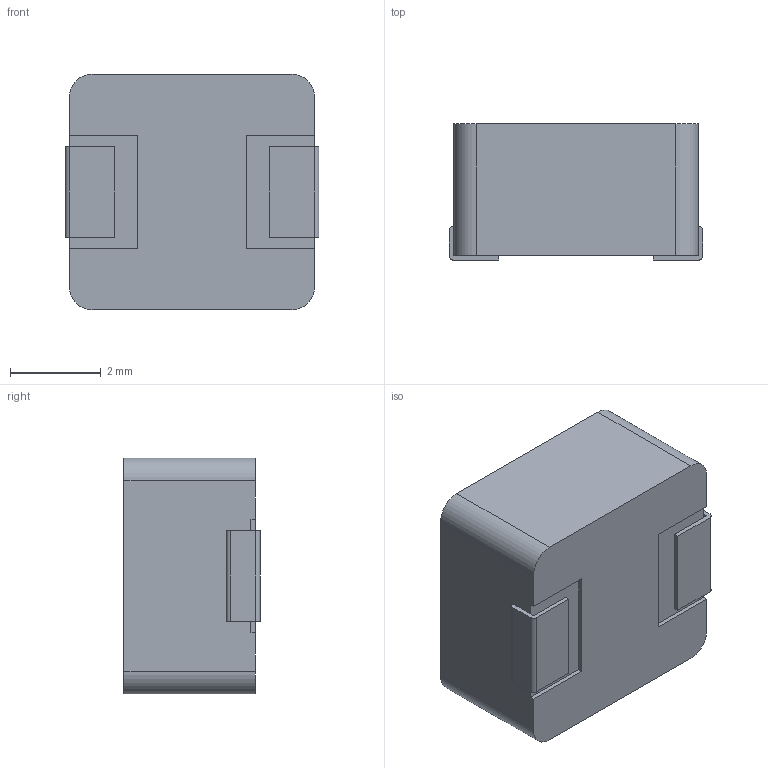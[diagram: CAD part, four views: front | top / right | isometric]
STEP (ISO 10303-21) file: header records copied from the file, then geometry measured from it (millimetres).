
FILE_DESCRIPTION (( 'STEP AP214' ), '1' );
FILE_NAME ('ASPI-0530LR.STEP', '2013-10-14T06:18:22', ( '' ), ( '' ), 'SwSTEP 2.0', 'SolidWorks 2012', '' );
FILE_SCHEMA (( 'AUTOMOTIVE_DESIGN' ));
Length unit declared in the file: millimetre
Products named in the file (1): ASPI-0530LR
Bounding box: 5.6 x 3 x 5.2 mm (x, y, z)
Volume: 80.7 mm3; surface area: 126.1 mm2
Topology: 1 solids, 1 shells, 173 faces, 461 edges, 306 vertices
Faces by surface type: plane 99, bspline 66, cylinder 8
Entity records: 10944 total; most frequent: CARTESIAN_POINT 5263, ORIENTED_EDGE 922, DIRECTION 561, EDGE_CURVE 461, LINE 313, VECTOR 313, VERTEX_POINT 306, EDGE_LOOP 189
